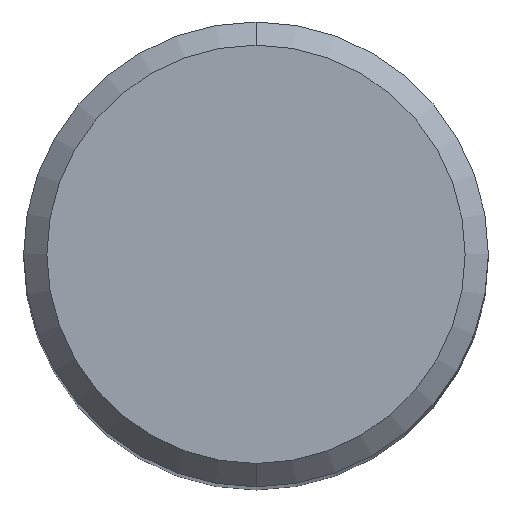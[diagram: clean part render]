
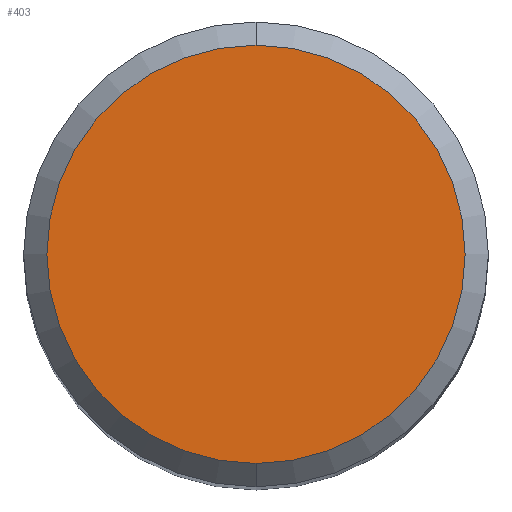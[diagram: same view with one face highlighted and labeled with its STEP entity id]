
A CAD part, top view. The second image highlights one B-rep face of the part: STEP entity #403.
In plain terms, the highlighted planar face has unit normal (0, 0, 1).
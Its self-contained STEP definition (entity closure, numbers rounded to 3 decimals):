
#345=VERTEX_POINT('',#672);
#347=EDGE_CURVE('',#349,#345,#674,.T.);
#349=VERTEX_POINT('',#676);
#403=ADVANCED_FACE('',(#732),#733,.T.);
#441=EDGE_CURVE('',#345,#349,#776,.T.);
#672=CARTESIAN_POINT('',(0.0,4.5,0.0));
#674=CIRCLE('',#1168,4.5);
#676=CARTESIAN_POINT('',(0.,-4.5,0.0));
#732=FACE_OUTER_BOUND('',#1275,.T.);
#733=PLANE('',#1276);
#776=CIRCLE('',#1386,4.5);
#1168=AXIS2_PLACEMENT_3D('',#1715,#1716,#1717);
#1275=EDGE_LOOP('',(#1765,#1766));
#1276=AXIS2_PLACEMENT_3D('',#1767,#1768,#1769);
#1386=AXIS2_PLACEMENT_3D('',#1816,#1817,#1818);
#1715=CARTESIAN_POINT('',(0.0,0.0,0.0));
#1716=DIRECTION('',(0.0,0.0,-1.0));
#1717=DIRECTION('',(0.0,1.0,0.0));
#1765=ORIENTED_EDGE('',*,*,#441,.F.);
#1766=ORIENTED_EDGE('',*,*,#347,.F.);
#1767=CARTESIAN_POINT('',(0.0,2.25,0.0));
#1768=DIRECTION('',(-0.0,0.0,1.0));
#1769=DIRECTION('',(0.0,-1.0,0.0));
#1816=CARTESIAN_POINT('',(0.0,0.0,0.0));
#1817=DIRECTION('',(0.0,0.0,-1.0));
#1818=DIRECTION('',(0.0,1.0,0.0));
